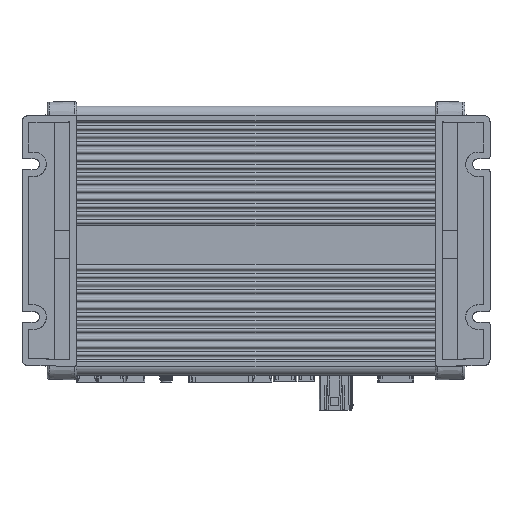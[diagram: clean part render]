
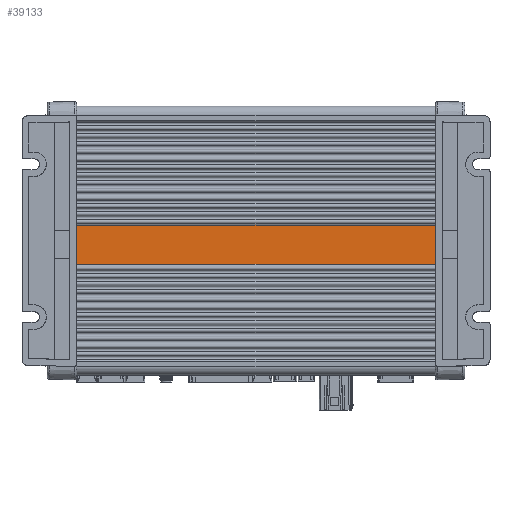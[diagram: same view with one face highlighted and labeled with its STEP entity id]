
A CAD part, front view. The second image highlights one B-rep face of the part: STEP entity #39133.
In plain terms, the highlighted planar face has unit normal (0, -1, 0).
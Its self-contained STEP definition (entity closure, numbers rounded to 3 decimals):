
#2261 = VECTOR ( 'NONE', #151988, 1000. ) ;
#2971 = EDGE_LOOP ( 'NONE', ( #147238, #48183, #26524, #188526 ) ) ;
#9212 = CARTESIAN_POINT ( 'NONE',  ( 101.004, -17.342, -32.799 ) ) ;
#12266 = CARTESIAN_POINT ( 'NONE',  ( -86.996, -17.342, -12.949 ) ) ;
#20862 = AXIS2_PLACEMENT_3D ( 'NONE', #33741, #83303, #175427 ) ;
#26524 = ORIENTED_EDGE ( 'NONE', *, *, #191047, .F. ) ;
#33025 = CARTESIAN_POINT ( 'NONE',  ( -86.996, -17.342, -32.799 ) ) ;
#33741 = CARTESIAN_POINT ( 'NONE',  ( 101.004, -17.342, -12.949 ) ) ;
#39133 = ADVANCED_FACE ( 'NONE', ( #172418 ), #157211, .T. ) ;
#42499 = EDGE_CURVE ( 'NONE', #46112, #117400, #150024, .T. ) ;
#46112 = VERTEX_POINT ( 'NONE', #33025 ) ;
#46699 = CARTESIAN_POINT ( 'NONE',  ( 101.004, -17.342, -12.949 ) ) ;
#48183 = ORIENTED_EDGE ( 'NONE', *, *, #42499, .F. ) ;
#51181 = VERTEX_POINT ( 'NONE', #130006 ) ;
#66935 = VERTEX_POINT ( 'NONE', #76310 ) ;
#70981 = DIRECTION ( 'NONE',  ( -1., 0., 0. ) ) ;
#76310 = CARTESIAN_POINT ( 'NONE',  ( 101.004, -17.342, -32.799 ) ) ;
#83303 = DIRECTION ( 'NONE',  ( 0., -1., 0. ) ) ;
#106454 = CARTESIAN_POINT ( 'NONE',  ( -86.996, -17.342, -12.949 ) ) ;
#110119 = LINE ( 'NONE', #187083, #171624 ) ;
#115695 = EDGE_CURVE ( 'NONE', #51181, #117400, #110119, .T. ) ;
#117400 = VERTEX_POINT ( 'NONE', #12266 ) ;
#120633 = DIRECTION ( 'NONE',  ( 0., 0., 1. ) ) ;
#130006 = CARTESIAN_POINT ( 'NONE',  ( 101.004, -17.342, -12.949 ) ) ;
#135816 = LINE ( 'NONE', #46699, #2261 ) ;
#145311 = VECTOR ( 'NONE', #70981, 1000. ) ;
#147238 = ORIENTED_EDGE ( 'NONE', *, *, #115695, .T. ) ;
#150024 = LINE ( 'NONE', #106454, #189948 ) ;
#151988 = DIRECTION ( 'NONE',  ( 0., 0., 1. ) ) ;
#157211 = PLANE ( 'NONE',  #20862 ) ;
#171624 = VECTOR ( 'NONE', #200256, 1000. ) ;
#172418 = FACE_OUTER_BOUND ( 'NONE', #2971, .T. ) ;
#175427 = DIRECTION ( 'NONE',  ( 1., 0., 0. ) ) ;
#177279 = LINE ( 'NONE', #9212, #145311 ) ;
#187083 = CARTESIAN_POINT ( 'NONE',  ( 101.004, -17.342, -12.949 ) ) ;
#188161 = EDGE_CURVE ( 'NONE', #66935, #51181, #135816, .T. ) ;
#188526 = ORIENTED_EDGE ( 'NONE', *, *, #188161, .T. ) ;
#189948 = VECTOR ( 'NONE', #120633, 1000. ) ;
#191047 = EDGE_CURVE ( 'NONE', #66935, #46112, #177279, .T. ) ;
#200256 = DIRECTION ( 'NONE',  ( -1., 0., 0. ) ) ;
